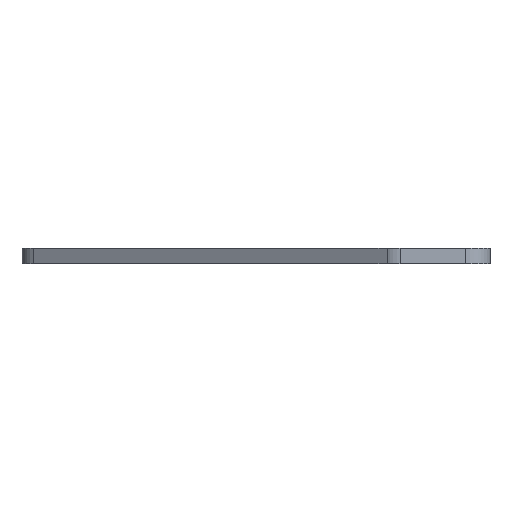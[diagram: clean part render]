
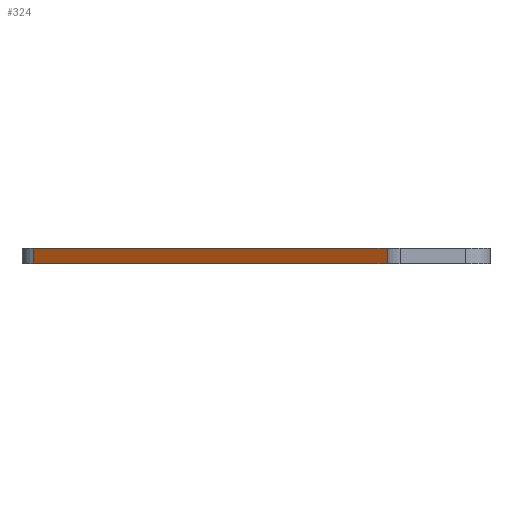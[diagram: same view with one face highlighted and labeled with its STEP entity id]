
A CAD part, front view. The second image highlights one B-rep face of the part: STEP entity #324.
In plain terms, the highlighted planar face has unit normal (-0.54, -0.842, 0).
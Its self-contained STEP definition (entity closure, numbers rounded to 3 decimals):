
#25 = CARTESIAN_POINT ( 'NONE',  ( -76.5, -10.932, 1.587 ) ) ;
#201 = EDGE_CURVE ( 'NONE', #491, #498, #633, .T. ) ;
#275 = LINE ( 'NONE', #732, #1251 ) ;
#324 = ADVANCED_FACE ( 'NONE', ( #1530 ), #1441, .F. ) ;
#343 = ORIENTED_EDGE ( 'NONE', *, *, #1175, .T. ) ;
#372 = DIRECTION ( 'NONE',  ( 0.842, -0.54, 0. ) ) ;
#452 = LINE ( 'NONE', #1272, #1351 ) ;
#464 = CARTESIAN_POINT ( 'NONE',  ( -1.234, -59.209, -1.587 ) ) ;
#491 = VERTEX_POINT ( 'NONE', #494 ) ;
#494 = CARTESIAN_POINT ( 'NONE',  ( -74.199, -12.408, 1.587 ) ) ;
#498 = VERTEX_POINT ( 'NONE', #727 ) ;
#633 = LINE ( 'NONE', #25, #943 ) ;
#652 = LINE ( 'NONE', #789, #786 ) ;
#682 = VERTEX_POINT ( 'NONE', #1241 ) ;
#691 = ORIENTED_EDGE ( 'NONE', *, *, #201, .F. ) ;
#727 = CARTESIAN_POINT ( 'NONE',  ( -1.234, -59.209, 1.587 ) ) ;
#732 = CARTESIAN_POINT ( 'NONE',  ( -76.5, -10.932, -1.587 ) ) ;
#745 = EDGE_CURVE ( 'NONE', #491, #682, #452, .T. ) ;
#786 = VECTOR ( 'NONE', #1148, 1000. ) ;
#789 = CARTESIAN_POINT ( 'NONE',  ( -1.234, -59.209, 1.587 ) ) ;
#792 = CARTESIAN_POINT ( 'NONE',  ( -76.5, -10.932, 1.587 ) ) ;
#800 = DIRECTION ( 'NONE',  ( 0., 0., -1. ) ) ;
#838 = EDGE_CURVE ( 'NONE', #951, #498, #652, .T. ) ;
#943 = VECTOR ( 'NONE', #1151, 1000. ) ;
#951 = VERTEX_POINT ( 'NONE', #464 ) ;
#1031 = DIRECTION ( 'NONE',  ( -0.842, 0.54, 0. ) ) ;
#1089 = ORIENTED_EDGE ( 'NONE', *, *, #838, .T. ) ;
#1128 = AXIS2_PLACEMENT_3D ( 'NONE', #792, #1541, #1031 ) ;
#1148 = DIRECTION ( 'NONE',  ( 0., 0., 1. ) ) ;
#1151 = DIRECTION ( 'NONE',  ( 0.842, -0.54, 0. ) ) ;
#1175 = EDGE_CURVE ( 'NONE', #682, #951, #275, .T. ) ;
#1241 = CARTESIAN_POINT ( 'NONE',  ( -74.199, -12.408, -1.587 ) ) ;
#1251 = VECTOR ( 'NONE', #372, 1000. ) ;
#1272 = CARTESIAN_POINT ( 'NONE',  ( -74.199, -12.408, 1.587 ) ) ;
#1351 = VECTOR ( 'NONE', #800, 1000. ) ;
#1441 = PLANE ( 'NONE',  #1128 ) ;
#1475 = EDGE_LOOP ( 'NONE', ( #691, #1578, #343, #1089 ) ) ;
#1530 = FACE_OUTER_BOUND ( 'NONE', #1475, .T. ) ;
#1541 = DIRECTION ( 'NONE',  ( 0.54, 0.842, 0. ) ) ;
#1578 = ORIENTED_EDGE ( 'NONE', *, *, #745, .T. ) ;
